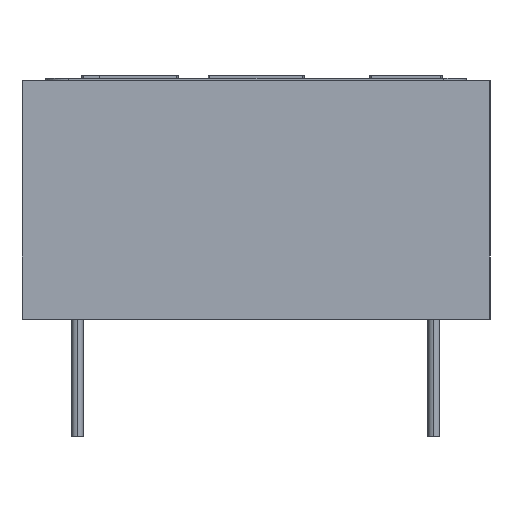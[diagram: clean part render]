
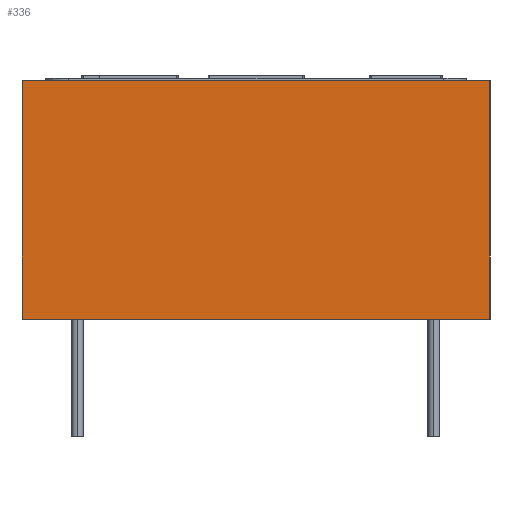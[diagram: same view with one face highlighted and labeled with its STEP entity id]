
A CAD part, left-side view. The second image highlights one B-rep face of the part: STEP entity #336.
In plain terms, the highlighted planar face has unit normal (-1, 0, 0).
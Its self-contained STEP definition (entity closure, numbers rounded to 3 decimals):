
#336=ADVANCED_FACE('',(#533),#2649,.T.);
#533=FACE_OUTER_BOUND('',#730,.T.);
#730=EDGE_LOOP('',(#1507,#1508,#1509,#1510));
#1507=ORIENTED_EDGE('',*,*,#1910,.T.);
#1508=ORIENTED_EDGE('',*,*,#1903,.T.);
#1509=ORIENTED_EDGE('',*,*,#1911,.F.);
#1510=ORIENTED_EDGE('',*,*,#1908,.F.);
#1903=EDGE_CURVE('',#2487,#2490,#2224,.T.);
#1908=EDGE_CURVE('',#2493,#2494,#2229,.T.);
#1910=EDGE_CURVE('',#2493,#2487,#2231,.T.);
#1911=EDGE_CURVE('',#2494,#2490,#2232,.T.);
#2224=B_SPLINE_CURVE_WITH_KNOTS('',1,(#6346,#6347),.UNSPECIFIED.,.F.,.F.,
(2,2),(0.,10.2),.UNSPECIFIED.);
#2229=B_SPLINE_CURVE_WITH_KNOTS('',1,(#6356,#6357),.UNSPECIFIED.,.F.,.F.,
(2,2),(0.,10.2),.UNSPECIFIED.);
#2231=B_SPLINE_CURVE_WITH_KNOTS('',1,(#6360,#6361),.UNSPECIFIED.,.F.,.F.,
(2,2),(84.,104.),.UNSPECIFIED.);
#2232=B_SPLINE_CURVE_WITH_KNOTS('',1,(#6362,#6363),.UNSPECIFIED.,.F.,.F.,
(2,2),(84.,104.),.UNSPECIFIED.);
#2487=VERTEX_POINT('',#6332);
#2490=VERTEX_POINT('',#6335);
#2493=VERTEX_POINT('',#6338);
#2494=VERTEX_POINT('',#6339);
#2649=PLANE('',#2839);
#2839=AXIS2_PLACEMENT_3D('',#6329,#2944,$);
#2944=DIRECTION('',(-1.,0.,0.));
#6329=CARTESIAN_POINT('',(0.,20.,0.));
#6332=CARTESIAN_POINT('',(0.,0.,0.));
#6335=CARTESIAN_POINT('',(0.,0.,10.2));
#6338=CARTESIAN_POINT('',(0.,20.,0.));
#6339=CARTESIAN_POINT('',(0.,20.,10.2));
#6346=CARTESIAN_POINT('',(0.,0.,0.));
#6347=CARTESIAN_POINT('',(0.,0.,10.2));
#6356=CARTESIAN_POINT('',(0.,20.,0.));
#6357=CARTESIAN_POINT('',(0.,20.,10.2));
#6360=CARTESIAN_POINT('',(0.,20.,0.));
#6361=CARTESIAN_POINT('',(0.,0.,0.));
#6362=CARTESIAN_POINT('',(0.,20.,10.2));
#6363=CARTESIAN_POINT('',(0.,0.,10.2));
